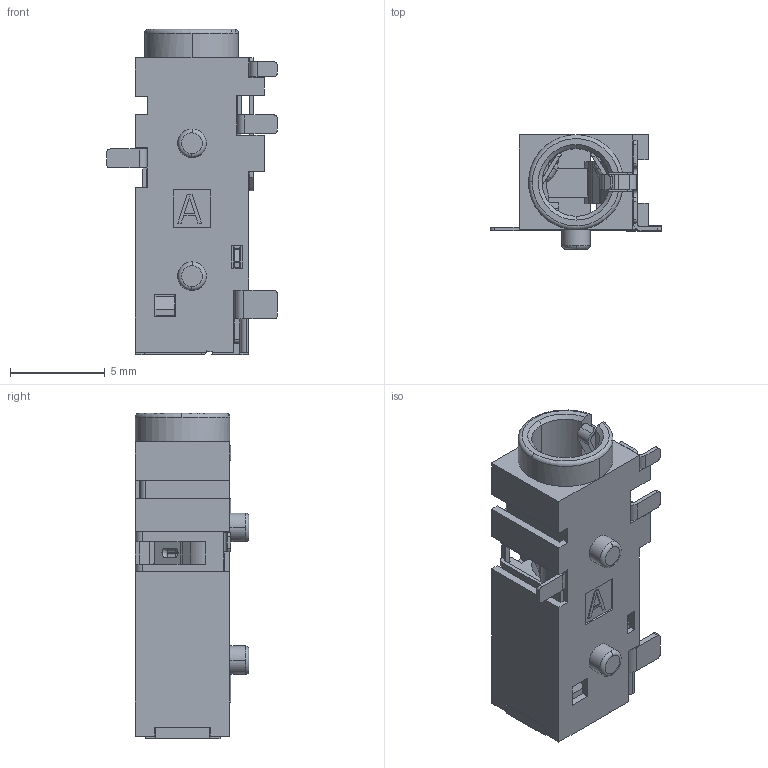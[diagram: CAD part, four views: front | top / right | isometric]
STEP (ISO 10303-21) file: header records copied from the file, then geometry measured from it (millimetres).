
FILE_DESCRIPTION (( 'STEP AP203' ), '1' );
FILE_NAME ('CUI_DEVICES_SJ-43514-SMT-TR.step', '2023-05-03T20:25:27', ( '' ), ( '' ), 'SwSTEP 2.0', 'SolidWorks 2023', '' );
FILE_SCHEMA (( 'CONFIG_CONTROL_DESIGN' ));
Length unit declared in the file: millimetre
Products named in the file (1): CUI_DEVICES_SJ-43514-SMT-TR
Bounding box: 9 x 6 x 17.13 mm (x, y, z)
Volume: 299.2 mm3; surface area: 1073 mm2
Topology: 2 solids, 2 shells, 528 faces, 1588 edges, 1045 vertices
Faces by surface type: plane 385, cylinder 125, bspline 9, torus 6, cone 3
Entity records: 18361 total; most frequent: CARTESIAN_POINT 3898, ORIENTED_EDGE 3150, DIRECTION 2856, EDGE_CURVE 1575, LINE 1210, VECTOR 1210, VERTEX_POINT 1045, AXIS2_PLACEMENT_3D 823
